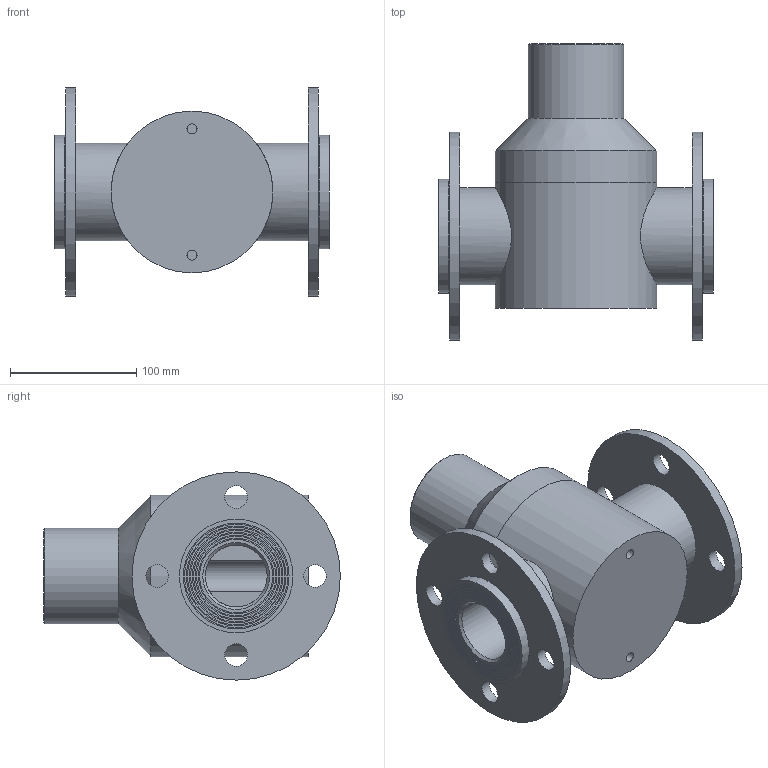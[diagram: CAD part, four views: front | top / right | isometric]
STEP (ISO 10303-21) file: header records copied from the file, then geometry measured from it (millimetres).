
FILE_DESCRIPTION (( 'STEP AP214' ), '1' );
FILE_NAME ('2-1104-1X-PN16.STEP', '2019-10-28T11:15:57', ( '' ), ( '' ), 'SwSTEP 2.0', 'SolidWorks 2020', '' );
FILE_SCHEMA (( 'AUTOMOTIVE_DESIGN' ));
Length unit declared in the file: millimetre
Products named in the file (5): 63mm Fusion Stub - PP; 63mm Fusion weld body - PS-90-152; PVC Bonnet all size_63mm PVC-304; 2 PN16 BR; 2-1104-1X-PN16
Assembly tree (6 placements, depth 2):
  2-1104-1X-PN16
    63mm Fusion weld body - PS-90-152
    63mm Fusion Stub - PP  x2
    PVC Bonnet all size_63mm PVC-304
    2 PN16 BR  x2
Bounding box: 217.8 x 235 x 165 mm (x, y, z)
Volume: 2420594.1 mm3; surface area: 292417 mm2
Topology: 6 solids, 6 shells, 127 faces, 235 edges, 154 vertices
Faces by surface type: cylinder 64, plane 51, cone 8, bspline 3, torus 1
Full cylindrical faces by diameter (mm): 7.938 x2, 18 x8, 25 x1, 36 x1, 49 x2, 51 x2, 57.948 x2, 59.748 x2, 62.748 x2, 64.548 x2, 67.548 x2, 69.348 x2, 72.348 x2, 74.148 x2, 75 x1, 76 x1, 77 x2, 77.148 x2, 78 x2, 78.948 x2, 81.948 x2, 82 x1, 83.748 x2, 90 x3, 96.344 x1, 128 x2, 165 x2
Entity records: 4309 total; most frequent: CARTESIAN_POINT 2438, DIRECTION 369, ORIENTED_EDGE 236, AXIS2_PLACEMENT_3D 176, EDGE_LOOP 164, FACE_OUTER_BOUND 121, EDGE_CURVE 118, VERTEX_POINT 102
